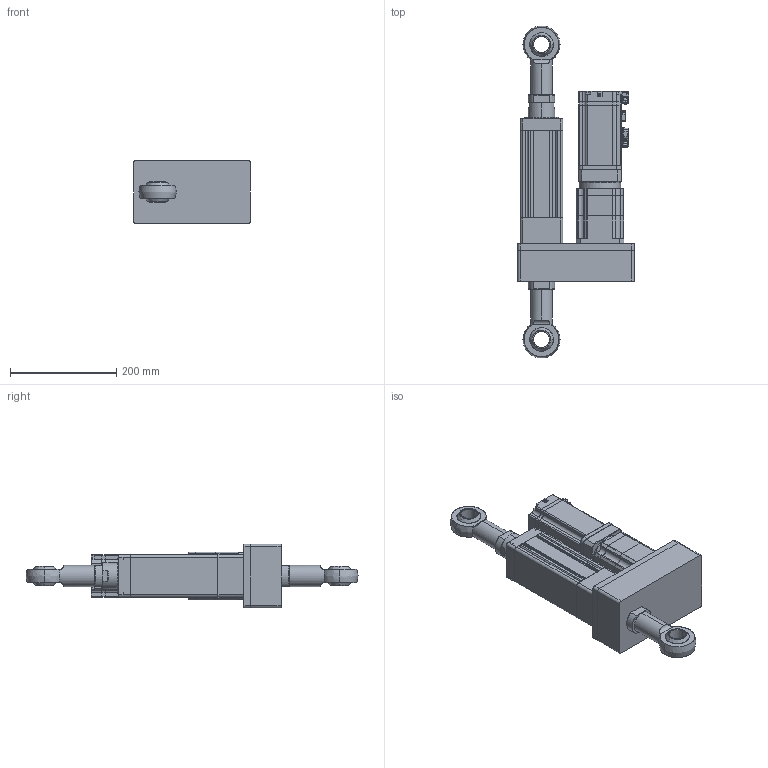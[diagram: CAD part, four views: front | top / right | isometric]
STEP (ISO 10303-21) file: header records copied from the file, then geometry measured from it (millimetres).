
FILE_DESCRIPTION (( 'STEP AP203' ), '1' );
FILE_NAME ('RLA80-10QX-19KN-R40-33mm-s.STEP', '2025-01-09T03:07:22', ( '微软用户' ), ( '微软中国' ), 'SwSTEP 2.0', 'SolidWorks 2022', '' );
FILE_SCHEMA (( 'CONFIG_CONTROL_DESIGN' ));
Length unit declared in the file: millimetre
Products named in the file (36): 22010113--1-SOLI00_1_1_1_1.stp; MS1H4-75B30CB-A334Z_ASM_1-37904_ASM.stp; 31740002--1-SOLI00_1_1_1_1.stp; 1-295230_1_1_1.stp; 22060240_3_1_1_1.stp; 31090651--MS1H4-750001_1_1_1.stp; _1-SO-158220001_1_1_1.stp; 21E8-005-1073-P4_1_1_1_1.stp; _1-SO-93600001_1_1_1.stp; 750W-3000带刹车; _80-1-SO0001_1_1_1_1.stp; PGH90-L2-19-70-90-M6-A22; _1-SO-95990001_1_1_1.stp; _1-SO-417760001_1_1_1.stp; _1-SO-403340001_1_1_1.stp; MS1H4-75B30CB-(x)334Z.stp; MS1H4-75B30CB-A334Z_ASM_1-37940_ASM.stp; _1-SO-573050001_1_1_1.stp; _1-SO-421760001_1_1_1.stp; _1-SO-742120001_1_1_1.stp; MS1H4-75B30CB-A334Z-S_ASM_1_ASM.stp; MS1H4-75B30CB-A334Z_1_ASM_1_ASM_ASM.stp; RLA80-10QX-19KN-R40-33mm-s; 21E8-005-1072-P4_1_1_1_1.stp; 31090527--1-SOL000_1_1_1_1.stp; _1-SO-424920001_1_1_1.stp; _1-SO-983650001_1_1_1.stp; _1-SO-404410001_1_1_1.stp; _1-SO-417070001_1_1_1.stp; rebn-30; _1-SO-731880001_1_1_1.stp; 30_1_1_1_1.stp; _1-SO-740050001_1_1_1.stp; 80缸行程40折叠前后鱼眼安装; 1-543110_1_1_1.stp; 31090537--1-SOL000_1_1_1_1.stp
Assembly tree (37 placements, depth 8):
  RLA80-10QX-19KN-R40-33mm-s
    80缸行程40折叠前后鱼眼安装
    PGH90-L2-19-70-90-M6-A22
    750W-3000带刹车
      MS1H4-75B30CB-(x)334Z.stp
        MS1H4-75B30CB-A334Z-S_ASM_1_ASM.stp
          MS1H4-75B30CB-A334Z_ASM_1-37940_ASM.stp
            MS1H4-75B30CB-A334Z_ASM_1-37904_ASM.stp
              MS1H4-75B30CB-A334Z_1_ASM_1_ASM_ASM.stp
                _1-SO-93600001_1_1_1.stp
                _1-SO-95990001_1_1_1.stp
                _1-SO-158220001_1_1_1.stp
                31090527--1-SOL000_1_1_1_1.stp
                1-295230_1_1_1.stp
                31740002--1-SOLI00_1_1_1_1.stp
                _1-SO-403340001_1_1_1.stp
                _1-SO-404410001_1_1_1.stp
                31090537--1-SOL000_1_1_1_1.stp
                _80-1-SO0001_1_1_1_1.stp
                _1-SO-417070001_1_1_1.stp
                _1-SO-417760001_1_1_1.stp
                _1-SO-421760001_1_1_1.stp
                _1-SO-424920001_1_1_1.stp
                30_1_1_1_1.stp
                1-543110_1_1_1.stp
                _1-SO-573050001_1_1_1.stp
                31090651--MS1H4-750001_1_1_1.stp
                22010113--1-SOLI00_1_1_1_1.stp
                _1-SO-731880001_1_1_1.stp
                _1-SO-740050001_1_1_1.stp
                _1-SO-742120001_1_1_1.stp
                _1-SO-983650001_1_1_1.stp
          21E8-005-1072-P4_1_1_1_1.stp
          21E8-005-1073-P4_1_1_1_1.stp
          22060240_3_1_1_1.stp  x2
    rebn-30  x2
Bounding box: 220 x 626 x 120 mm (x, y, z)
Volume: 4914946.4 mm3; surface area: 596451.5 mm2
Topology: 51 solids, 56 shells, 2797 faces, 7384 edges, 4770 vertices
Faces by surface type: plane 1429, cylinder 916, bspline 173, torus 147, cone 124, sphere 8
Entity records: 99877 total; most frequent: CARTESIAN_POINT 29023, ORIENTED_EDGE 14118, DIRECTION 13945, EDGE_CURVE 7063, AXIS2_PLACEMENT_3D 4868, VERTEX_POINT 4601, LINE 4209, VECTOR 4209
